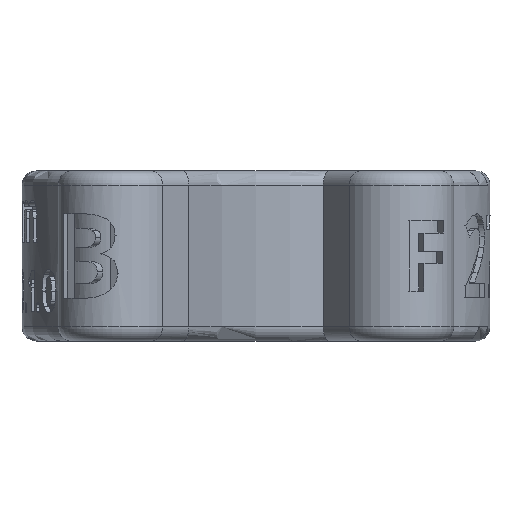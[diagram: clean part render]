
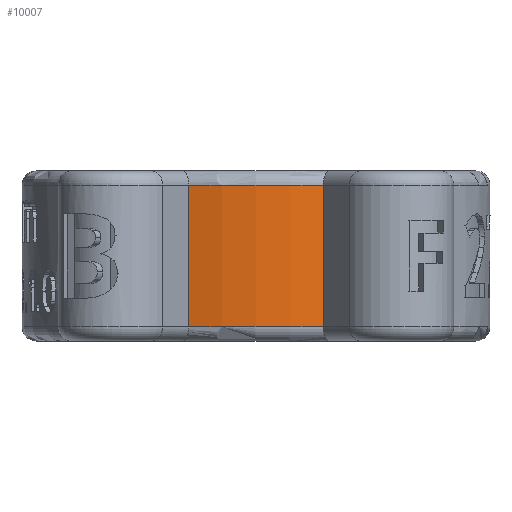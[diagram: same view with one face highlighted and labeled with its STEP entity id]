
A CAD part, front view. The second image highlights one B-rep face of the part: STEP entity #10007.
In plain terms, the highlighted cylindrical face has radius 16.5 mm (diameter 33 mm), a partial arc.
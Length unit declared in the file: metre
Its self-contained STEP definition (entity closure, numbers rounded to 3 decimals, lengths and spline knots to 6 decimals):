
#514=LINE('',#15420,#1219);
#515=LINE('',#15425,#1220);
#1219=VECTOR('',#11902,1.);
#1220=VECTOR('',#11905,1.);
#1804=CYLINDRICAL_SURFACE('',#10800,0.0165);
#2033=CIRCLE('',#10801,0.0165);
#2034=CIRCLE('',#10802,0.0165);
#2771=ORIENTED_EDGE('',*,*,#5828,.T.);
#2772=ORIENTED_EDGE('',*,*,#5829,.T.);
#2773=ORIENTED_EDGE('',*,*,#5830,.F.);
#2774=ORIENTED_EDGE('',*,*,#5831,.T.);
#5828=EDGE_CURVE('',#7361,#7362,#514,.T.);
#5829=EDGE_CURVE('',#7362,#7363,#2033,.T.);
#5830=EDGE_CURVE('',#7364,#7363,#515,.T.);
#5831=EDGE_CURVE('',#7364,#7361,#2034,.F.);
#7361=VERTEX_POINT('',#15421);
#7362=VERTEX_POINT('',#15422);
#7363=VERTEX_POINT('',#15424);
#7364=VERTEX_POINT('',#15426);
#8555=EDGE_LOOP('',(#2771,#2772,#2773,#2774));
#9197=FACE_BOUND('',#8555,.T.);
#10007=ADVANCED_FACE('',(#9197),#1804,.T.);
#10800=AXIS2_PLACEMENT_3D('',#15419,#11900,#11901);
#10801=AXIS2_PLACEMENT_3D('',#15423,#11903,#11904);
#10802=AXIS2_PLACEMENT_3D('',#15427,#11906,#11907);
#11900=DIRECTION('',(0.,0.,-1.));
#11901=DIRECTION('',(-1.,0.,0.));
#11902=DIRECTION('',(0.,0.,-1.));
#11903=DIRECTION('',(0.,0.,1.));
#11904=DIRECTION('',(1.,0.,0.));
#11905=DIRECTION('',(0.,0.,-1.));
#11906=DIRECTION('',(0.,0.,1.));
#11907=DIRECTION('',(1.,0.,0.));
#15419=CARTESIAN_POINT('',(0.,0.,0.005));
#15420=CARTESIAN_POINT('',(-0.004734,-0.015806,0.005));
#15421=CARTESIAN_POINT('',(-0.004734,-0.015806,0.005));
#15422=CARTESIAN_POINT('',(-0.004734,-0.015806,-0.005));
#15423=CARTESIAN_POINT('',(0.,0.,-0.005));
#15424=CARTESIAN_POINT('',(0.004734,-0.015806,-0.005));
#15425=CARTESIAN_POINT('',(0.004734,-0.015806,0.005));
#15426=CARTESIAN_POINT('',(0.004734,-0.015806,0.005));
#15427=CARTESIAN_POINT('',(0.,0.,0.005));
